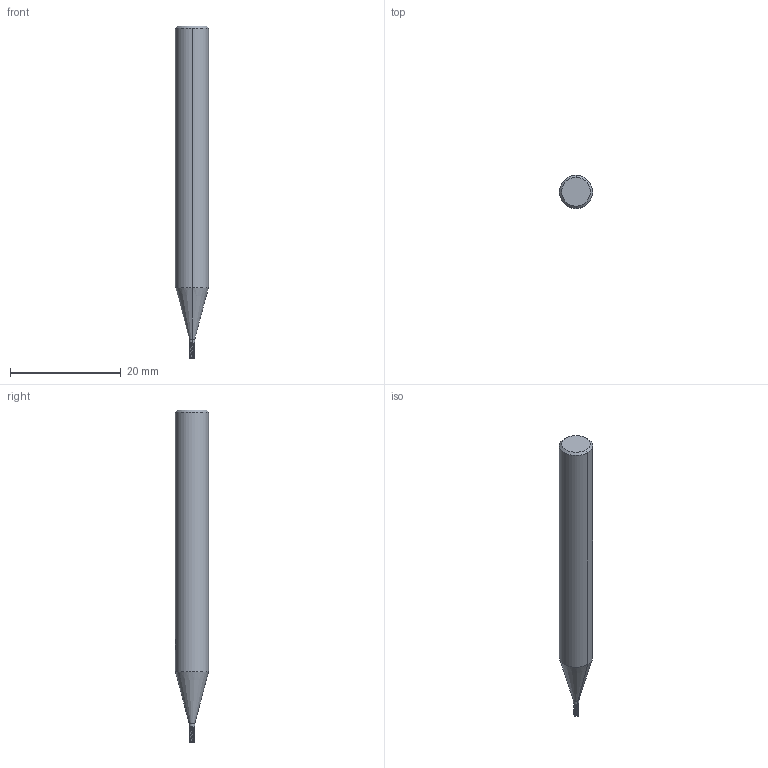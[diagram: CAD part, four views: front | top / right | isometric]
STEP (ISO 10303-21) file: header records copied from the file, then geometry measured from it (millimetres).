
FILE_DESCRIPTION(('no description'),'unknown implementation level');
FILE_NAME('solidOVWsHrcM_F8WWfnR8rqoiW03HUE_1.STP',' ',('CIM GmbH Aachen'),('CADClick - KiM GmbH - www.kimweb.de'),'unknown preprocess','ACIS','unknown authorization');
FILE_SCHEMA(('automotive_design'));
Length unit declared in the file: millimetre
Products named in the file (2): 1; 2
Bounding box: 6 x 6 x 60 mm (x, y, z)
Volume: 1442.1 mm3; surface area: 1042.3 mm2
Topology: 2 solids, 2 shells, 141 faces, 411 edges, 274 vertices
Faces by surface type: bspline 52, plane 40, cylinder 17, cone 16, revolution 16
Entity records: 19737 total; most frequent: CARTESIAN_POINT 11875, STYLED_ITEM 828, PRESENTATION_STYLE_ASSIGNMENT 828, COLOUR_RGB 828, ORIENTED_EDGE 822, DIRECTION 474, EDGE_CURVE 411, CURVE_STYLE 411
